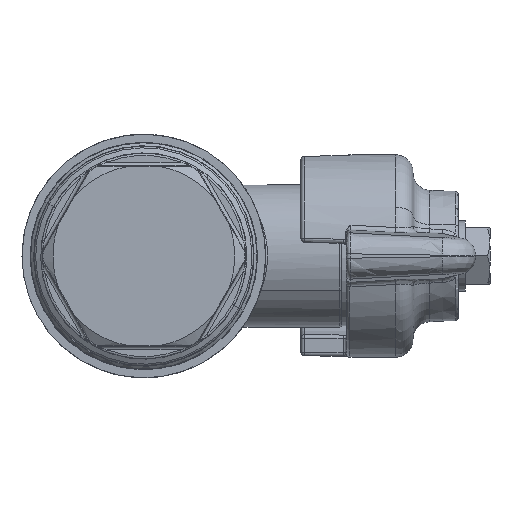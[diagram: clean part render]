
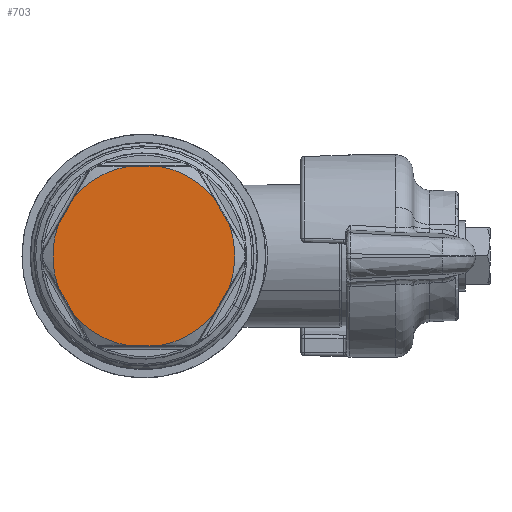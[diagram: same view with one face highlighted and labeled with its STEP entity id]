
A CAD part, left-side view. The second image highlights one B-rep face of the part: STEP entity #703.
In plain terms, the highlighted planar face has unit normal (-1, 0, 0).
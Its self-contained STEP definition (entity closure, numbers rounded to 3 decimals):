
#584=CARTESIAN_POINT('Vertex',(-26.,9.987,-8.322)) ;
#587=CARTESIAN_POINT('Line Origine',(-26.,12.81,-3.433)) ;
#591=CARTESIAN_POINT('Vertex',(-26.,12.201,-4.488)) ;
#609=CARTESIAN_POINT('Axis2P3D Location',(-26.,19.797,0.)) ;
#614=CARTESIAN_POINT('Axis2P3D Location',(-26.,0.,0.)) ;
#618=CARTESIAN_POINT('Vertex',(-26.,-12.201,4.488)) ;
#620=CARTESIAN_POINT('Vertex',(-26.,-12.201,-4.488)) ;
#623=CARTESIAN_POINT('Line Origine',(-26.,-11.094,6.405)) ;
#627=CARTESIAN_POINT('Vertex',(-26.,-9.987,8.322)) ;
#630=CARTESIAN_POINT('Axis2P3D Location',(-26.,0.,0.)) ;
#634=CARTESIAN_POINT('Vertex',(-26.,-2.214,12.81)) ;
#637=CARTESIAN_POINT('Line Origine',(-26.,0.,12.81)) ;
#641=CARTESIAN_POINT('Vertex',(-26.,2.214,12.81)) ;
#644=CARTESIAN_POINT('Axis2P3D Location',(-26.,0.,0.)) ;
#648=CARTESIAN_POINT('Vertex',(-26.,9.987,8.322)) ;
#651=CARTESIAN_POINT('Line Origine',(-26.,11.094,6.405)) ;
#655=CARTESIAN_POINT('Vertex',(-26.,12.201,4.488)) ;
#658=CARTESIAN_POINT('Axis2P3D Location',(-26.,0.,0.)) ;
#663=CARTESIAN_POINT('Axis2P3D Location',(-26.,0.,0.)) ;
#667=CARTESIAN_POINT('Vertex',(-26.,2.214,-12.81)) ;
#670=CARTESIAN_POINT('Line Origine',(-26.,0.,-12.81)) ;
#674=CARTESIAN_POINT('Vertex',(-26.,-2.214,-12.81)) ;
#677=CARTESIAN_POINT('Axis2P3D Location',(-26.,0.,0.)) ;
#681=CARTESIAN_POINT('Vertex',(-26.,-9.987,-8.322)) ;
#684=CARTESIAN_POINT('Line Origine',(-26.,-11.094,-6.405)) ;
#588=DIRECTION('Vector Direction',(0.,-0.5,-0.866)) ;
#610=DIRECTION('Axis2P3D Direction',(1.,0.,0.)) ;
#611=DIRECTION('Axis2P3D XDirection',(0.,0.,1.)) ;
#615=DIRECTION('Axis2P3D Direction',(1.,0.,0.)) ;
#624=DIRECTION('Vector Direction',(0.,0.5,0.866)) ;
#631=DIRECTION('Axis2P3D Direction',(1.,0.,0.)) ;
#638=DIRECTION('Vector Direction',(0.,1.,0.)) ;
#645=DIRECTION('Axis2P3D Direction',(1.,0.,0.)) ;
#652=DIRECTION('Vector Direction',(0.,-0.5,0.866)) ;
#659=DIRECTION('Axis2P3D Direction',(1.,0.,0.)) ;
#664=DIRECTION('Axis2P3D Direction',(1.,0.,0.)) ;
#671=DIRECTION('Vector Direction',(0.,-1.,0.)) ;
#678=DIRECTION('Axis2P3D Direction',(1.,0.,0.)) ;
#685=DIRECTION('Vector Direction',(0.,0.5,-0.866)) ;
#612=AXIS2_PLACEMENT_3D('Plane Axis2P3D',#609,#610,#611) ;
#616=AXIS2_PLACEMENT_3D('Circle Axis2P3D',#614,#615,$) ;
#632=AXIS2_PLACEMENT_3D('Circle Axis2P3D',#630,#631,$) ;
#646=AXIS2_PLACEMENT_3D('Circle Axis2P3D',#644,#645,$) ;
#660=AXIS2_PLACEMENT_3D('Circle Axis2P3D',#658,#659,$) ;
#665=AXIS2_PLACEMENT_3D('Circle Axis2P3D',#663,#664,$) ;
#679=AXIS2_PLACEMENT_3D('Circle Axis2P3D',#677,#678,$) ;
#690=ORIENTED_EDGE('',*,*,#622,.F.) ;
#691=ORIENTED_EDGE('',*,*,#629,.T.) ;
#692=ORIENTED_EDGE('',*,*,#636,.F.) ;
#693=ORIENTED_EDGE('',*,*,#643,.T.) ;
#694=ORIENTED_EDGE('',*,*,#650,.F.) ;
#695=ORIENTED_EDGE('',*,*,#657,.F.) ;
#696=ORIENTED_EDGE('',*,*,#662,.F.) ;
#697=ORIENTED_EDGE('',*,*,#593,.T.) ;
#698=ORIENTED_EDGE('',*,*,#669,.F.) ;
#699=ORIENTED_EDGE('',*,*,#676,.T.) ;
#700=ORIENTED_EDGE('',*,*,#683,.F.) ;
#701=ORIENTED_EDGE('',*,*,#688,.F.) ;
#589=VECTOR('Line Direction',#588,1.) ;
#625=VECTOR('Line Direction',#624,1.) ;
#639=VECTOR('Line Direction',#638,1.) ;
#653=VECTOR('Line Direction',#652,1.) ;
#672=VECTOR('Line Direction',#671,1.) ;
#686=VECTOR('Line Direction',#685,1.) ;
#703=ADVANCED_FACE('PartBody',(#702),#613,.F.) ;
#617=CIRCLE('generated circle',#616,13.) ;
#633=CIRCLE('generated circle',#632,13.) ;
#647=CIRCLE('generated circle',#646,13.) ;
#661=CIRCLE('generated circle',#660,13.) ;
#666=CIRCLE('generated circle',#665,13.) ;
#680=CIRCLE('generated circle',#679,13.) ;
#593=EDGE_CURVE('',#592,#585,#590,.T.) ;
#622=EDGE_CURVE('',#619,#621,#617,.T.) ;
#629=EDGE_CURVE('',#619,#628,#626,.T.) ;
#636=EDGE_CURVE('',#635,#628,#633,.T.) ;
#643=EDGE_CURVE('',#635,#642,#640,.T.) ;
#650=EDGE_CURVE('',#649,#642,#647,.T.) ;
#657=EDGE_CURVE('',#656,#649,#654,.T.) ;
#662=EDGE_CURVE('',#592,#656,#661,.T.) ;
#669=EDGE_CURVE('',#668,#585,#666,.T.) ;
#676=EDGE_CURVE('',#668,#675,#673,.T.) ;
#683=EDGE_CURVE('',#682,#675,#680,.T.) ;
#688=EDGE_CURVE('',#621,#682,#687,.T.) ;
#689=EDGE_LOOP('',(#690,#691,#692,#693,#694,#695,#696,#697,#698,#699,#700,#701)) ;
#702=FACE_OUTER_BOUND('',#689,.T.) ;
#590=LINE('Line',#587,#589) ;
#626=LINE('Line',#623,#625) ;
#640=LINE('Line',#637,#639) ;
#654=LINE('Line',#651,#653) ;
#673=LINE('Line',#670,#672) ;
#687=LINE('Line',#684,#686) ;
#613=PLANE('',#612) ;
#585=VERTEX_POINT('',#584) ;
#592=VERTEX_POINT('',#591) ;
#619=VERTEX_POINT('',#618) ;
#621=VERTEX_POINT('',#620) ;
#628=VERTEX_POINT('',#627) ;
#635=VERTEX_POINT('',#634) ;
#642=VERTEX_POINT('',#641) ;
#649=VERTEX_POINT('',#648) ;
#656=VERTEX_POINT('',#655) ;
#668=VERTEX_POINT('',#667) ;
#675=VERTEX_POINT('',#674) ;
#682=VERTEX_POINT('',#681) ;
